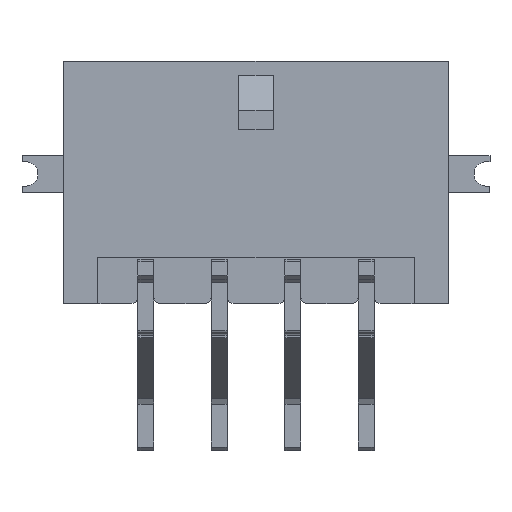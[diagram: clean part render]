
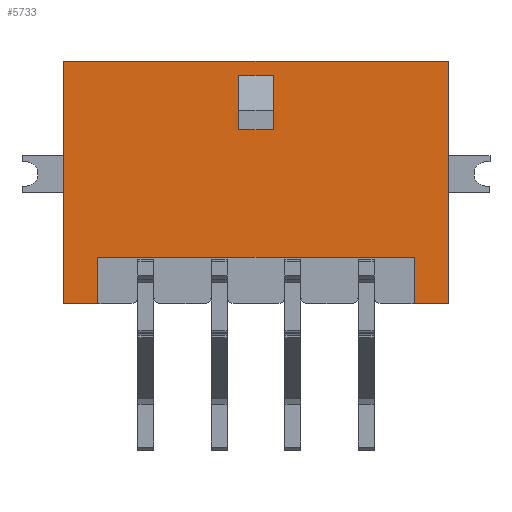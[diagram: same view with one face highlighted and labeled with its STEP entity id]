
A CAD part, left-side view. The second image highlights one B-rep face of the part: STEP entity #5733.
In plain terms, the highlighted planar face has unit normal (-1, 0, 0).
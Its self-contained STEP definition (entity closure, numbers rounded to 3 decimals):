
#780=ORIENTED_EDGE('',*,*,#2279,.T.);
#781=ORIENTED_EDGE('',*,*,#2280,.T.);
#782=ORIENTED_EDGE('',*,*,#2281,.F.);
#783=ORIENTED_EDGE('',*,*,#2282,.F.);
#784=ORIENTED_EDGE('',*,*,#2283,.F.);
#785=ORIENTED_EDGE('',*,*,#2247,.F.);
#786=ORIENTED_EDGE('',*,*,#2271,.T.);
#787=ORIENTED_EDGE('',*,*,#1937,.T.);
#788=ORIENTED_EDGE('',*,*,#2273,.F.);
#789=ORIENTED_EDGE('',*,*,#2255,.F.);
#790=ORIENTED_EDGE('',*,*,#2284,.F.);
#791=ORIENTED_EDGE('',*,*,#2285,.F.);
#1937=EDGE_CURVE('',#2760,#2759,#3326,.T.);
#2247=EDGE_CURVE('',#2984,#2980,#3604,.T.);
#2255=EDGE_CURVE('',#2990,#2991,#3612,.T.);
#2271=EDGE_CURVE('',#2984,#2760,#3628,.T.);
#2273=EDGE_CURVE('',#2991,#2759,#3630,.T.);
#2279=EDGE_CURVE('',#3001,#3002,#3636,.T.);
#2280=EDGE_CURVE('',#3002,#3003,#3637,.T.);
#2281=EDGE_CURVE('',#3004,#3003,#3638,.T.);
#2282=EDGE_CURVE('',#3001,#3004,#3639,.T.);
#2283=EDGE_CURVE('',#2980,#3005,#3640,.T.);
#2284=EDGE_CURVE('',#3006,#2990,#3641,.T.);
#2285=EDGE_CURVE('',#3005,#3006,#3642,.T.);
#2759=VERTEX_POINT('',#8051);
#2760=VERTEX_POINT('',#8053);
#2980=VERTEX_POINT('',#8645);
#2984=VERTEX_POINT('',#8654);
#2990=VERTEX_POINT('',#8670);
#2991=VERTEX_POINT('',#8672);
#3001=VERTEX_POINT('',#8712);
#3002=VERTEX_POINT('',#8713);
#3003=VERTEX_POINT('',#8715);
#3004=VERTEX_POINT('',#8717);
#3005=VERTEX_POINT('',#8720);
#3006=VERTEX_POINT('',#8722);
#3326=LINE('',#8052,#4109);
#3604=LINE('',#8655,#4387);
#3612=LINE('',#8671,#4395);
#3628=LINE('',#8698,#4411);
#3630=LINE('',#8701,#4413);
#3636=LINE('',#8711,#4419);
#3637=LINE('',#8714,#4420);
#3638=LINE('',#8716,#4421);
#3639=LINE('',#8718,#4422);
#3640=LINE('',#8719,#4423);
#3641=LINE('',#8721,#4424);
#3642=LINE('',#8723,#4425);
#4109=VECTOR('',#6474,1000.);
#4387=VECTOR('',#6952,1000.);
#4395=VECTOR('',#6964,1000.);
#4411=VECTOR('',#6984,1000.);
#4413=VECTOR('',#6988,1000.);
#4419=VECTOR('',#7000,1000.);
#4420=VECTOR('',#7001,1000.);
#4421=VECTOR('',#7002,1000.);
#4422=VECTOR('',#7003,1000.);
#4423=VECTOR('',#7004,1000.);
#4424=VECTOR('',#7005,1000.);
#4425=VECTOR('',#7006,1000.);
#4871=EDGE_LOOP('',(#780,#781,#782,#783));
#4872=EDGE_LOOP('',(#784,#785,#786,#787,#788,#789,#790,#791));
#5178=FACE_BOUND('',#4871,.T.);
#5179=FACE_BOUND('',#4872,.T.);
#5457=PLANE('',#6100);
#5733=ADVANCED_FACE('',(#5178,#5179),#5457,.T.);
#6100=AXIS2_PLACEMENT_3D('',#8710,#6998,#6999);
#6474=DIRECTION('',(0.,1.,0.));
#6952=DIRECTION('',(0.,1.,0.));
#6964=DIRECTION('',(0.,1.,0.));
#6984=DIRECTION('',(0.,0.,1.));
#6988=DIRECTION('',(0.,0.,1.));
#6998=DIRECTION('',(-1.,0.,0.));
#6999=DIRECTION('',(0.,0.,1.));
#7000=DIRECTION('',(0.,0.,1.));
#7001=DIRECTION('',(0.,-1.,0.));
#7002=DIRECTION('',(0.,0.,1.));
#7003=DIRECTION('',(0.,-1.,0.));
#7004=DIRECTION('',(0.,0.,1.));
#7005=DIRECTION('',(0.,0.,-1.));
#7006=DIRECTION('',(0.,1.,0.));
#8051=CARTESIAN_POINT('',(-3.43,7.85,4.95));
#8052=CARTESIAN_POINT('',(-3.43,-7.85,4.95));
#8053=CARTESIAN_POINT('',(-3.43,-7.85,4.95));
#8645=CARTESIAN_POINT('',(-3.43,-6.45,-4.95));
#8654=CARTESIAN_POINT('',(-3.43,-7.85,-4.95));
#8655=CARTESIAN_POINT('',(-3.43,-7.85,-4.95));
#8670=CARTESIAN_POINT('',(-3.43,6.45,-4.95));
#8671=CARTESIAN_POINT('',(-3.43,-7.85,-4.95));
#8672=CARTESIAN_POINT('',(-3.43,7.85,-4.95));
#8698=CARTESIAN_POINT('',(-3.43,-7.85,-4.95));
#8701=CARTESIAN_POINT('',(-3.43,7.85,-4.95));
#8710=CARTESIAN_POINT('',(-3.43,-7.85,-4.95));
#8711=CARTESIAN_POINT('',(-3.43,0.7,2.15));
#8712=CARTESIAN_POINT('',(-3.43,0.7,2.15));
#8713=CARTESIAN_POINT('',(-3.43,0.7,4.35));
#8714=CARTESIAN_POINT('',(-3.43,0.7,4.35));
#8715=CARTESIAN_POINT('',(-3.43,-0.7,4.35));
#8716=CARTESIAN_POINT('',(-3.43,-0.7,2.15));
#8717=CARTESIAN_POINT('',(-3.43,-0.7,2.15));
#8718=CARTESIAN_POINT('',(-3.43,0.7,2.15));
#8719=CARTESIAN_POINT('',(-3.43,-6.45,-4.95));
#8720=CARTESIAN_POINT('',(-3.43,-6.45,-3.05));
#8721=CARTESIAN_POINT('',(-3.43,6.45,-3.05));
#8722=CARTESIAN_POINT('',(-3.43,6.45,-3.05));
#8723=CARTESIAN_POINT('',(-3.43,-6.45,-3.05));
